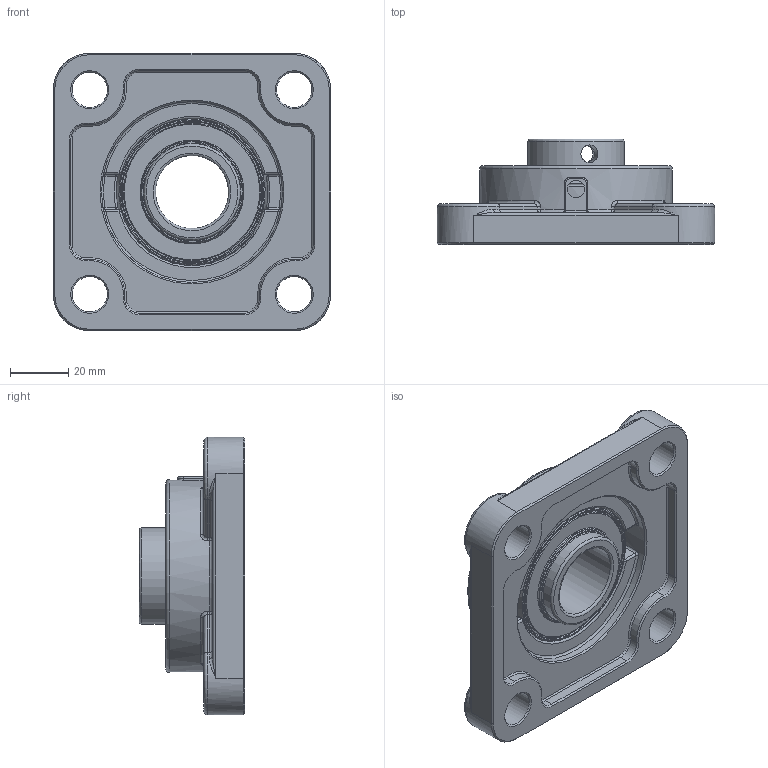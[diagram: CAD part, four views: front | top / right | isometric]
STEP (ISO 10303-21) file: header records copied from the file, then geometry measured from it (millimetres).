
FILE_DESCRIPTION(/* description */ (''),/* implementation_level */ '2;1');
FILE_NAME(/* name */ 'SF+SUC-205.stp',/* time_stamp */ '2023-07-21T16:26:14+03:00',/* author */ ('11700K'),/* organization */ (''),/* preprocessor_version */ 'ST-DEVELOPER v18.1',/* originating_system */ 'Autodesk Inventor 2021',/* authorisation */ '');
FILE_SCHEMA (('AUTOMOTIVE_DESIGN { 1 0 10303 214 3 1 1 }'));
Length unit declared in the file: millimetre
Products named in the file (3): Assembly45; SF 205_A; SUC-205
Assembly tree (2 placements, depth 2):
  Assembly45
    SF 205_A
    SUC-205
Bounding box: 95 x 36.1 x 95 mm (x, y, z)
Volume: 111412.3 mm3; surface area: 37477.5 mm2
Topology: 2 solids, 2 shells, 284 faces, 656 edges, 377 vertices
Faces by surface type: cylinder 83, plane 62, cone 48, torus 43, bspline 32, sphere 16
Full cylindrical faces by diameter (mm): 6 x3, 12 x4, 25 x1, 33 x2, 35 x2, 47.026 x2, 48.026 x2, 56 x1, 62 x1, 66 x1
Entity records: 9332 total; most frequent: CARTESIAN_POINT 2815, DIRECTION 1425, ORIENTED_EDGE 1296, EDGE_CURVE 648, AXIS2_PLACEMENT_3D 597, VERTEX_POINT 377, CIRCLE 340, EDGE_LOOP 311
